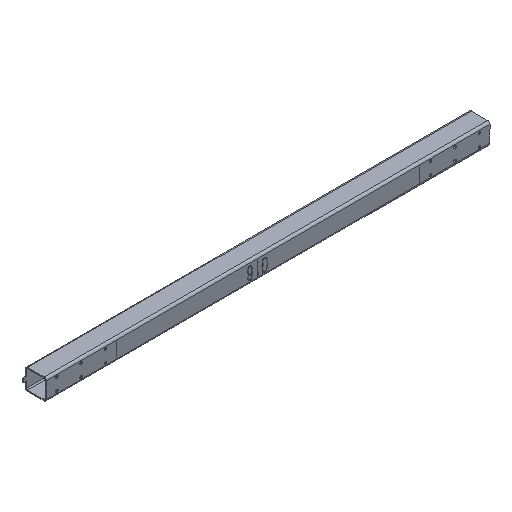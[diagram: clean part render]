
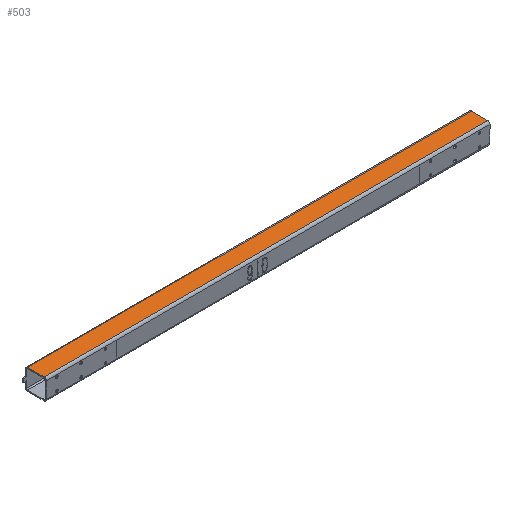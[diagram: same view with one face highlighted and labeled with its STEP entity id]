
A CAD part, isometric view. The second image highlights one B-rep face of the part: STEP entity #503.
In plain terms, the highlighted planar face has unit normal (0, 0, 1).
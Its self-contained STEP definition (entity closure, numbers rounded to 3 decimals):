
#36 = ORIENTED_EDGE ( 'NONE', *, *, #5415, .F. ) ;
#131 = VECTOR ( 'NONE', #2118, 1000. ) ;
#331 = DIRECTION ( 'NONE',  ( 1., 0., 0. ) ) ;
#357 = DIRECTION ( 'NONE',  ( 0., 0., -1. ) ) ;
#396 = VERTEX_POINT ( 'NONE', #3658 ) ;
#503 = ADVANCED_FACE ( 'NONE', ( #2442 ), #1235, .F. ) ;
#748 = CARTESIAN_POINT ( 'NONE',  ( 10., -23.6, 30. ) ) ;
#798 = ORIENTED_EDGE ( 'NONE', *, *, #1688, .F. ) ;
#916 = AXIS2_PLACEMENT_3D ( 'NONE', #4553, #357, #1125 ) ;
#1080 = DIRECTION ( 'NONE',  ( 0., -1., 0. ) ) ;
#1109 = CARTESIAN_POINT ( 'NONE',  ( 1290., -23.6, 30. ) ) ;
#1125 = DIRECTION ( 'NONE',  ( 0., 1., 0. ) ) ;
#1219 = LINE ( 'NONE', #748, #131 ) ;
#1235 = PLANE ( 'NONE',  #916 ) ;
#1688 = EDGE_CURVE ( 'NONE', #396, #2253, #3503, .T. ) ;
#1940 = VECTOR ( 'NONE', #1080, 1000. ) ;
#2118 = DIRECTION ( 'NONE',  ( 0., 1., 0. ) ) ;
#2204 = CARTESIAN_POINT ( 'NONE',  ( 1320., -23.6, 30. ) ) ;
#2253 = VERTEX_POINT ( 'NONE', #4585 ) ;
#2442 = FACE_OUTER_BOUND ( 'NONE', #3306, .T. ) ;
#2516 = ORIENTED_EDGE ( 'NONE', *, *, #4339, .F. ) ;
#2555 = CARTESIAN_POINT ( 'NONE',  ( 1290., 23.6, 30. ) ) ;
#2689 = ORIENTED_EDGE ( 'NONE', *, *, #4385, .F. ) ;
#2920 = CARTESIAN_POINT ( 'NONE',  ( 1320., 23.6, 30. ) ) ;
#3253 = VECTOR ( 'NONE', #331, 1000. ) ;
#3306 = EDGE_LOOP ( 'NONE', ( #798, #2516, #36, #2689 ) ) ;
#3503 = LINE ( 'NONE', #2204, #5289 ) ;
#3658 = CARTESIAN_POINT ( 'NONE',  ( 1290., -23.6, 30. ) ) ;
#4159 = LINE ( 'NONE', #2920, #3253 ) ;
#4339 = EDGE_CURVE ( 'NONE', #4965, #396, #4930, .T. ) ;
#4385 = EDGE_CURVE ( 'NONE', #2253, #5374, #1219, .T. ) ;
#4553 = CARTESIAN_POINT ( 'NONE',  ( 1320., -23.6, 30. ) ) ;
#4585 = CARTESIAN_POINT ( 'NONE',  ( 10., -23.6, 30. ) ) ;
#4930 = LINE ( 'NONE', #1109, #1940 ) ;
#4965 = VERTEX_POINT ( 'NONE', #2555 ) ;
#5239 = DIRECTION ( 'NONE',  ( -1., 0., 0. ) ) ;
#5289 = VECTOR ( 'NONE', #5239, 1000. ) ;
#5374 = VERTEX_POINT ( 'NONE', #5480 ) ;
#5415 = EDGE_CURVE ( 'NONE', #5374, #4965, #4159, .T. ) ;
#5480 = CARTESIAN_POINT ( 'NONE',  ( 10., 23.6, 30. ) ) ;
